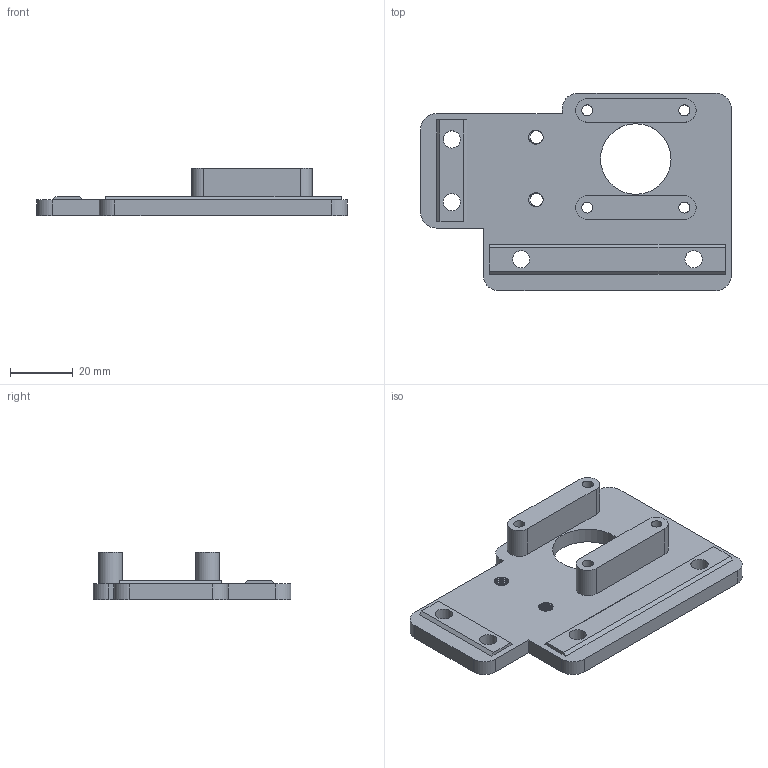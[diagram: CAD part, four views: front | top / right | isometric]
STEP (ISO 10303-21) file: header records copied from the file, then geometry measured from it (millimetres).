
FILE_DESCRIPTION(('FreeCAD Model'),'2;1');
FILE_NAME('Open CASCADE Shape Model','2023-02-10T14:38:23',(''),(''), 'Open CASCADE STEP processor 7.6','FreeCAD','Unknown');
FILE_SCHEMA(('AUTOMOTIVE_DESIGN { 1 0 10303 214 1 1 1 1 }'));
Length unit declared in the file: millimetre
Products named in the file (3): A_Bottom; LCS_0003; Body003
Assembly tree (3 placements, depth 2):
  A_Bottom
    LCS_0003  x2
    Body003
Bounding box: 99.2 x 63 x 15 mm (x, y, z)
Volume: 30777.3 mm3; surface area: 14966.5 mm2
Topology: 1 solids, 1 shells, 105 faces, 255 edges, 156 vertices
Faces by surface type: bspline 44, cylinder 35, plane 26
Full cylindrical faces by diameter (mm): 3.5 x4, 4.224 x12, 5.5 x4, 22.5 x1
Entity records: 16671 total; most frequent: CARTESIAN_POINT 11660, DIRECTION 739, ORIENTED_EDGE 510, PCURVE 510, DEFINITIONAL_REPRESENTATION 510, LINE 479, VECTOR 479, EDGE_CURVE 255
